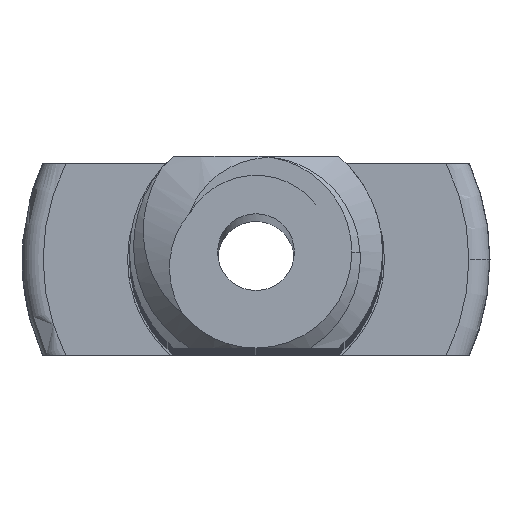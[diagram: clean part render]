
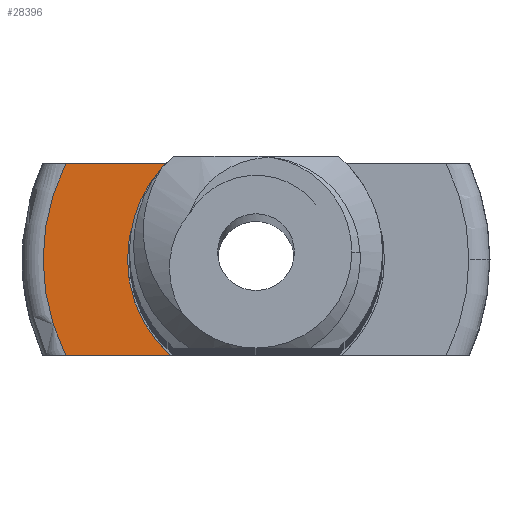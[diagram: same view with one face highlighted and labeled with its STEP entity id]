
A CAD part, top view. The second image highlights one B-rep face of the part: STEP entity #28396.
In plain terms, the highlighted planar face has unit normal (0, 0, 1).
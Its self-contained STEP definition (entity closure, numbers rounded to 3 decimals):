
#7745 = PLANE('',#7746);
#7746 = AXIS2_PLACEMENT_3D('',#7747,#7748,#7749);
#7747 = CARTESIAN_POINT('',(-12.5,-2.5,200.));
#7748 = DIRECTION('',(0.,1.,0.));
#7749 = DIRECTION('',(-1.,0.,0.));
#8534 = PLANE('',#8535);
#8535 = AXIS2_PLACEMENT_3D('',#8536,#8537,#8538);
#8536 = CARTESIAN_POINT('',(-12.5,2.5,200.));
#8537 = DIRECTION('',(0.,-1.,0.));
#8538 = DIRECTION('',(1.,0.,0.));
#11299 = VERTEX_POINT('',#11300);
#11300 = CARTESIAN_POINT('',(-2.23,-2.5,0.));
#11314 = CYLINDRICAL_SURFACE('',#11315,3.35);
#11315 = AXIS2_PLACEMENT_3D('',#11316,#11317,#11318);
#11316 = CARTESIAN_POINT('',(0.,0.,1.8)
  );
#11317 = DIRECTION('',(0.,0.,-1.));
#11318 = DIRECTION('',(1.,0.,0.));
#11326 = EDGE_CURVE('',#11327,#11299,#11329,.T.);
#11327 = VERTEX_POINT('',#11328);
#11328 = CARTESIAN_POINT('',(-4.955,-2.5,0.));
#11329 = SURFACE_CURVE('',#11330,(#11334,#11341),.PCURVE_S1.);
#11330 = LINE('',#11331,#11332);
#11331 = CARTESIAN_POINT('',(-6.25,-2.5,0.));
#11332 = VECTOR('',#11333,1.);
#11333 = DIRECTION('',(1.,0.,0.));
#11334 = PCURVE('',#7745,#11335);
#11335 = DEFINITIONAL_REPRESENTATION('',(#11336),#11340);
#11336 = LINE('',#11337,#11338);
#11337 = CARTESIAN_POINT('',(-6.25,-200.));
#11338 = VECTOR('',#11339,1.);
#11339 = DIRECTION('',(-1.,0.));
#11340 = ( GEOMETRIC_REPRESENTATION_CONTEXT(2) 
PARAMETRIC_REPRESENTATION_CONTEXT() REPRESENTATION_CONTEXT('2D SPACE',''
  ) );
#11341 = PCURVE('',#11342,#11347);
#11342 = PLANE('',#11343);
#11343 = AXIS2_PLACEMENT_3D('',#11344,#11345,#11346);
#11344 = CARTESIAN_POINT('',(0.,0.,
    0.));
#11345 = DIRECTION('',(0.,0.,-1.));
#11346 = DIRECTION('',(1.,0.,0.));
#11347 = DEFINITIONAL_REPRESENTATION('',(#11348),#11352);
#11348 = LINE('',#11349,#11350);
#11349 = CARTESIAN_POINT('',(-6.25,2.5));
#11350 = VECTOR('',#11351,1.);
#11351 = DIRECTION('',(1.,0.));
#11352 = ( GEOMETRIC_REPRESENTATION_CONTEXT(2) 
PARAMETRIC_REPRESENTATION_CONTEXT() REPRESENTATION_CONTEXT('2D SPACE',''
  ) );
#11408 = TOROIDAL_SURFACE('',#11409,5.55,0.55);
#11409 = AXIS2_PLACEMENT_3D('',#11410,#11411,#11412);
#11410 = CARTESIAN_POINT('',(0.,0.,-0.55
    ));
#11411 = DIRECTION('',(0.,0.,1.));
#11412 = DIRECTION('',(1.,0.,0.));
#24893 = VERTEX_POINT('',#24894);
#24894 = CARTESIAN_POINT('',(-2.23,2.5,0.));
#24915 = EDGE_CURVE('',#24916,#24893,#24918,.T.);
#24916 = VERTEX_POINT('',#24917);
#24917 = CARTESIAN_POINT('',(-4.955,2.5,0.));
#24918 = SURFACE_CURVE('',#24919,(#24923,#24930),.PCURVE_S1.);
#24919 = LINE('',#24920,#24921);
#24920 = CARTESIAN_POINT('',(-6.25,2.5,0.));
#24921 = VECTOR('',#24922,1.);
#24922 = DIRECTION('',(1.,0.,0.));
#24923 = PCURVE('',#8534,#24924);
#24924 = DEFINITIONAL_REPRESENTATION('',(#24925),#24929);
#24925 = LINE('',#24926,#24927);
#24926 = CARTESIAN_POINT('',(6.25,-200.));
#24927 = VECTOR('',#24928,1.);
#24928 = DIRECTION('',(1.,0.));
#24929 = ( GEOMETRIC_REPRESENTATION_CONTEXT(2) 
PARAMETRIC_REPRESENTATION_CONTEXT() REPRESENTATION_CONTEXT('2D SPACE',''
  ) );
#24930 = PCURVE('',#11342,#24931);
#24931 = DEFINITIONAL_REPRESENTATION('',(#24932),#24936);
#24932 = LINE('',#24933,#24934);
#24933 = CARTESIAN_POINT('',(-6.25,-2.5));
#24934 = VECTOR('',#24935,1.);
#24935 = DIRECTION('',(1.,0.));
#24936 = ( GEOMETRIC_REPRESENTATION_CONTEXT(2) 
PARAMETRIC_REPRESENTATION_CONTEXT() REPRESENTATION_CONTEXT('2D SPACE',''
  ) );
#28301 = EDGE_CURVE('',#11299,#24893,#28302,.T.);
#28302 = SURFACE_CURVE('',#28303,(#28308,#28315),.PCURVE_S1.);
#28303 = CIRCLE('',#28304,3.35);
#28304 = AXIS2_PLACEMENT_3D('',#28305,#28306,#28307);
#28305 = CARTESIAN_POINT('',(0.,0.,
    0.));
#28306 = DIRECTION('',(0.,0.,-1.));
#28307 = DIRECTION('',(1.,0.,0.));
#28308 = PCURVE('',#11314,#28309);
#28309 = DEFINITIONAL_REPRESENTATION('',(#28310),#28314);
#28310 = LINE('',#28311,#28312);
#28311 = CARTESIAN_POINT('',(0.,1.8));
#28312 = VECTOR('',#28313,1.);
#28313 = DIRECTION('',(1.,0.));
#28314 = ( GEOMETRIC_REPRESENTATION_CONTEXT(2) 
PARAMETRIC_REPRESENTATION_CONTEXT() REPRESENTATION_CONTEXT('2D SPACE',''
  ) );
#28315 = PCURVE('',#11342,#28316);
#28316 = DEFINITIONAL_REPRESENTATION('',(#28317),#28321);
#28317 = CIRCLE('',#28318,3.35);
#28318 = AXIS2_PLACEMENT_2D('',#28319,#28320);
#28319 = CARTESIAN_POINT('',(0.,0.));
#28320 = DIRECTION('',(1.,0.));
#28321 = ( GEOMETRIC_REPRESENTATION_CONTEXT(2) 
PARAMETRIC_REPRESENTATION_CONTEXT() REPRESENTATION_CONTEXT('2D SPACE',''
  ) );
#28396 = ADVANCED_FACE('',(#28397),#11342,.F.);
#28397 = FACE_BOUND('',#28398,.T.);
#28398 = EDGE_LOOP('',(#28399,#28400,#28401,#28402));
#28399 = ORIENTED_EDGE('',*,*,#11326,.T.);
#28400 = ORIENTED_EDGE('',*,*,#28301,.T.);
#28401 = ORIENTED_EDGE('',*,*,#24915,.F.);
#28402 = ORIENTED_EDGE('',*,*,#28403,.F.);
#28403 = EDGE_CURVE('',#11327,#24916,#28404,.T.);
#28404 = SURFACE_CURVE('',#28405,(#28410,#28417),.PCURVE_S1.);
#28405 = CIRCLE('',#28406,5.55);
#28406 = AXIS2_PLACEMENT_3D('',#28407,#28408,#28409);
#28407 = CARTESIAN_POINT('',(0.,0.,
    0.));
#28408 = DIRECTION('',(0.,0.,-1.));
#28409 = DIRECTION('',(1.,0.,0.));
#28410 = PCURVE('',#11342,#28411);
#28411 = DEFINITIONAL_REPRESENTATION('',(#28412),#28416);
#28412 = CIRCLE('',#28413,5.55);
#28413 = AXIS2_PLACEMENT_2D('',#28414,#28415);
#28414 = CARTESIAN_POINT('',(0.,0.));
#28415 = DIRECTION('',(1.,0.));
#28416 = ( GEOMETRIC_REPRESENTATION_CONTEXT(2) 
PARAMETRIC_REPRESENTATION_CONTEXT() REPRESENTATION_CONTEXT('2D SPACE',''
  ) );
#28417 = PCURVE('',#11408,#28418);
#28418 = DEFINITIONAL_REPRESENTATION('',(#28419),#28423);
#28419 = LINE('',#28420,#28421);
#28420 = CARTESIAN_POINT('',(0.,7.854));
#28421 = VECTOR('',#28422,1.);
#28422 = DIRECTION('',(-1.,0.));
#28423 = ( GEOMETRIC_REPRESENTATION_CONTEXT(2) 
PARAMETRIC_REPRESENTATION_CONTEXT() REPRESENTATION_CONTEXT('2D SPACE',''
  ) );
